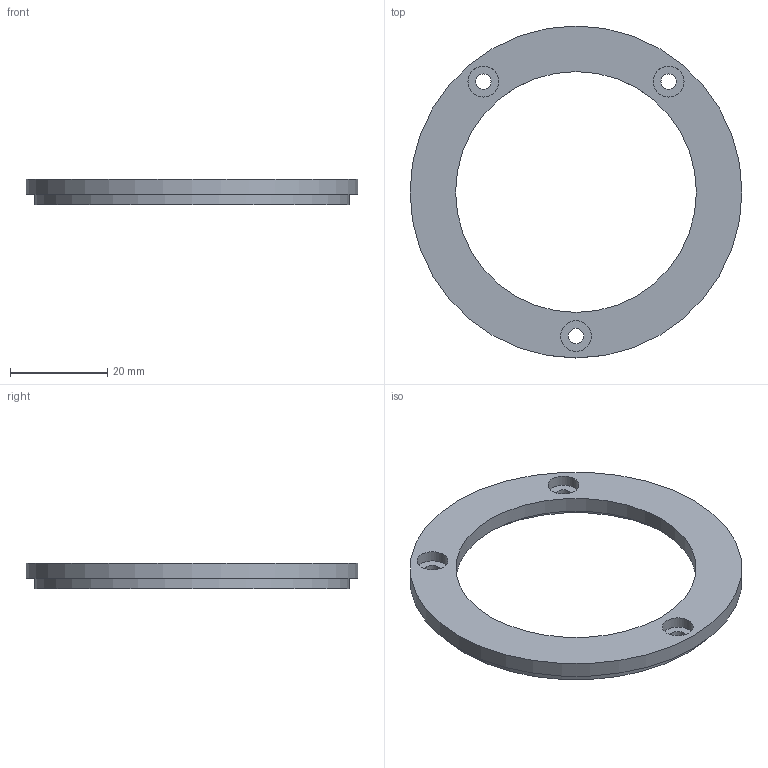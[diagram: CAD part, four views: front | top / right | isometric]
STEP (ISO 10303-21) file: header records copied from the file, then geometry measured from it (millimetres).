
FILE_DESCRIPTION(/* description */ ('Unknown'),/* implementation_level */ '2;1');
FILE_NAME(/* name */ 'Retainer ring_1',/* time_stamp */ '2025-05-09T18:38:55Z',/* author */ ('Unknown'),/* organization */ ('Unknown'),/* preprocessor_version */ 'ST-DEVELOPER v19.4',/* originating_system */ 'Solid Edge',/* authorisation */ 'Unknown');
FILE_SCHEMA (('AUTOMOTIVE_DESIGN {1 0 10303 214 3 1 1}'));
Length unit declared in the file: millimetre
Products named in the file (1): Retainer ring_1
Bounding box: 68.29 x 68.29 x 5.33 mm (x, y, z)
Volume: 7274.5 mm3; surface area: 5635.8 mm2
Topology: 1 solids, 1 shells, 17 faces, 30 edges, 20 vertices
Faces by surface type: cylinder 10, plane 7
Full cylindrical faces by diameter (mm): 3.175 x3, 6.35 x3, 49.53 x1, 54.474 x1, 64.634 x1, 68.291 x1
Entity records: 470 total; most frequent: DIRECTION 86, CARTESIAN_POINT 68, ORIENTED_EDGE 60, AXIS2_PLACEMENT_3D 38, EDGE_CURVE 30, EDGE_LOOP 30, FACE_BOUND 30, VERTEX_POINT 20
